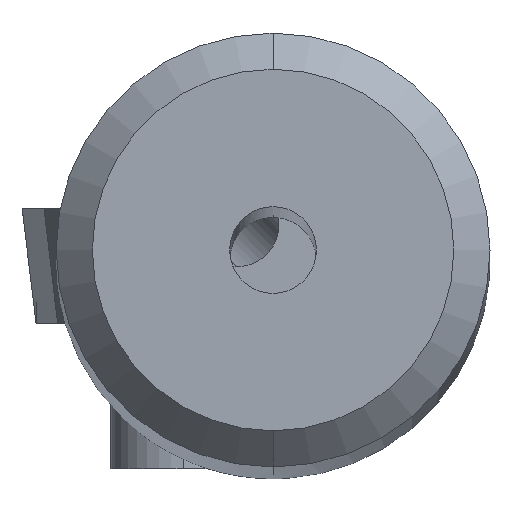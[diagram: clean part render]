
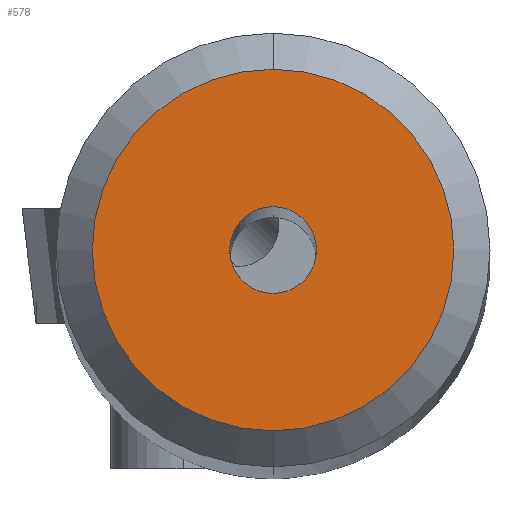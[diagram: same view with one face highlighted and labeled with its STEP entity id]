
A CAD part, top view. The second image highlights one B-rep face of the part: STEP entity #578.
In plain terms, the highlighted planar face has unit normal (0, 0, 1).
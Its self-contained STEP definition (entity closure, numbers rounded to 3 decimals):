
#502=VERTEX_POINT('NONE',#1354);
#578=ADVANCED_FACE('NONE',(#1436,#1437),#1438,.F.);
#622=VERTEX_POINT('NONE',#1489);
#678=EDGE_CURVE('NONE',#622,#902,#1548,.T.);
#692=EDGE_CURVE('NONE',#502,#786,#1564,.F.);
#710=EDGE_CURVE('NONE',#786,#502,#1582,.T.);
#786=VERTEX_POINT('NONE',#1666);
#902=VERTEX_POINT('NONE',#1793);
#1070=EDGE_CURVE('NONE',#902,#622,#1980,.T.);
#1354=CARTESIAN_POINT('',(0.0,-2.5,0.));
#1436=FACE_OUTER_BOUND('',#2450,.T.);
#1437=FACE_BOUND('',#2451,.T.);
#1438=PLANE('',#2452);
#1489=CARTESIAN_POINT('',(0.0,0.6,0.0));
#1548=CIRCLE('',#2619,0.6);
#1564=CIRCLE('',#2681,2.5);
#1582=CIRCLE('',#2708,2.5);
#1666=CARTESIAN_POINT('',(0.,2.5,0.));
#1793=CARTESIAN_POINT('',(0.,-0.6,0.0));
#1980=CIRCLE('',#4637,0.6);
#2450=EDGE_LOOP('',(#5170,#5171));
#2451=EDGE_LOOP('',(#5172,#5173));
#2452=AXIS2_PLACEMENT_3D('',#5174,#5175,#5176);
#2619=AXIS2_PLACEMENT_3D('',#5323,#5324,#5325);
#2681=AXIS2_PLACEMENT_3D('',#5348,#5349,#5350);
#2708=AXIS2_PLACEMENT_3D('',#5360,#5361,#5362);
#4637=AXIS2_PLACEMENT_3D('',#5836,#5837,#5838);
#5170=ORIENTED_EDGE('',*,*,#692,.T.);
#5171=ORIENTED_EDGE('',*,*,#710,.T.);
#5172=ORIENTED_EDGE('',*,*,#678,.F.);
#5173=ORIENTED_EDGE('',*,*,#1070,.F.);
#5174=CARTESIAN_POINT('',(-3.0,0.0,0.));
#5175=DIRECTION('',(0.0,0.0,-1.0));
#5176=DIRECTION('',(-1.0,0.0,0.0));
#5323=CARTESIAN_POINT('',(0.0,0.0,0.0));
#5324=DIRECTION('',(0.0,-0.0,1.0));
#5325=DIRECTION('',(0.0,1.0,0.0));
#5348=CARTESIAN_POINT('',(0.0,0.0,0.));
#5349=DIRECTION('',(0.0,0.0,-1.0));
#5350=DIRECTION('',(0.0,-1.0,0.0));
#5360=CARTESIAN_POINT('',(0.0,0.0,0.));
#5361=DIRECTION('',(-0.0,0.0,1.0));
#5362=DIRECTION('',(0.0,-1.0,0.0));
#5836=CARTESIAN_POINT('',(0.0,0.0,0.0));
#5837=DIRECTION('',(0.0,-0.0,1.0));
#5838=DIRECTION('',(0.0,1.0,0.0));
